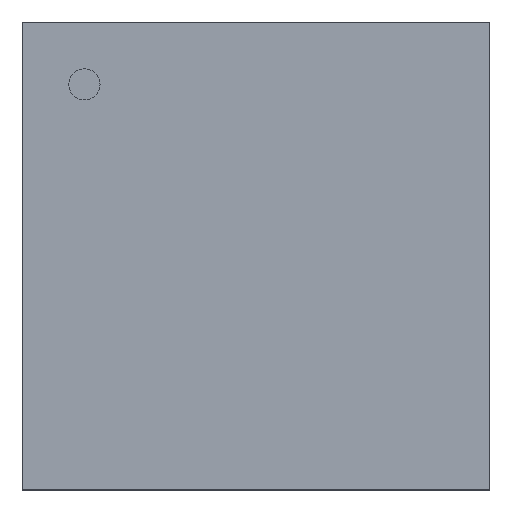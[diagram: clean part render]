
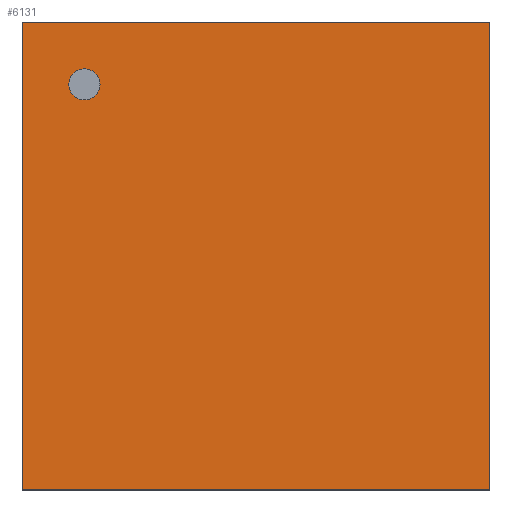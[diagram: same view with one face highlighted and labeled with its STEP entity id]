
A CAD part, top view. The second image highlights one B-rep face of the part: STEP entity #6131.
In plain terms, the highlighted planar face has unit normal (0, 0, 1).
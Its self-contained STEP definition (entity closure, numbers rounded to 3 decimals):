
#6131 = ADVANCED_FACE('',(#6132),#6146,.F.);
#6132 = FACE_BOUND('',#6133,.T.);
#6133 = EDGE_LOOP('',(#6134,#6169,#6197,#6225));
#6134 = ORIENTED_EDGE('',*,*,#6135,.F.);
#6135 = EDGE_CURVE('',#6136,#6138,#6140,.T.);
#6136 = VERTEX_POINT('',#6137);
#6137 = CARTESIAN_POINT('',(-7.5,7.515,1.198));
#6138 = VERTEX_POINT('',#6139);
#6139 = CARTESIAN_POINT('',(7.5,7.515,1.198));
#6140 = SURFACE_CURVE('',#6141,(#6145,#6157),.PCURVE_S1.);
#6141 = LINE('',#6142,#6143);
#6142 = CARTESIAN_POINT('',(7.5,7.515,1.198));
#6143 = VECTOR('',#6144,1.);
#6144 = DIRECTION('',(1.,0.,0.));
#6145 = PCURVE('',#6146,#6151);
#6146 = PLANE('',#6147);
#6147 = AXIS2_PLACEMENT_3D('',#6148,#6149,#6150);
#6148 = CARTESIAN_POINT('',(7.5,7.515,1.198));
#6149 = DIRECTION('',(0.,0.,-1.));
#6150 = DIRECTION('',(0.,1.,0.));
#6151 = DEFINITIONAL_REPRESENTATION('',(#6152),#6156);
#6152 = LINE('',#6153,#6154);
#6153 = CARTESIAN_POINT('',(0.,0.));
#6154 = VECTOR('',#6155,1.);
#6155 = DIRECTION('',(0.,1.));
#6156 = ( GEOMETRIC_REPRESENTATION_CONTEXT(2) 
PARAMETRIC_REPRESENTATION_CONTEXT() REPRESENTATION_CONTEXT('2D SPACE',''
  ) );
#6157 = PCURVE('',#6158,#6163);
#6158 = PLANE('',#6159);
#6159 = AXIS2_PLACEMENT_3D('',#6160,#6161,#6162);
#6160 = CARTESIAN_POINT('',(-7.5,7.515,1.198));
#6161 = DIRECTION('',(0.,-1.,0.));
#6162 = DIRECTION('',(1.,0.,0.));
#6163 = DEFINITIONAL_REPRESENTATION('',(#6164),#6168);
#6164 = LINE('',#6165,#6166);
#6165 = CARTESIAN_POINT('',(15.,0.));
#6166 = VECTOR('',#6167,1.);
#6167 = DIRECTION('',(1.,0.));
#6168 = ( GEOMETRIC_REPRESENTATION_CONTEXT(2) 
PARAMETRIC_REPRESENTATION_CONTEXT() REPRESENTATION_CONTEXT('2D SPACE',''
  ) );
#6169 = ORIENTED_EDGE('',*,*,#6170,.F.);
#6170 = EDGE_CURVE('',#6171,#6136,#6173,.T.);
#6171 = VERTEX_POINT('',#6172);
#6172 = CARTESIAN_POINT('',(-7.5,-7.485,1.198));
#6173 = SURFACE_CURVE('',#6174,(#6178,#6185),.PCURVE_S1.);
#6174 = LINE('',#6175,#6176);
#6175 = CARTESIAN_POINT('',(-7.5,7.515,1.198));
#6176 = VECTOR('',#6177,1.);
#6177 = DIRECTION('',(0.,1.,0.));
#6178 = PCURVE('',#6146,#6179);
#6179 = DEFINITIONAL_REPRESENTATION('',(#6180),#6184);
#6180 = LINE('',#6181,#6182);
#6181 = CARTESIAN_POINT('',(0.,-15.));
#6182 = VECTOR('',#6183,1.);
#6183 = DIRECTION('',(1.,0.));
#6184 = ( GEOMETRIC_REPRESENTATION_CONTEXT(2) 
PARAMETRIC_REPRESENTATION_CONTEXT() REPRESENTATION_CONTEXT('2D SPACE',''
  ) );
#6185 = PCURVE('',#6186,#6191);
#6186 = PLANE('',#6187);
#6187 = AXIS2_PLACEMENT_3D('',#6188,#6189,#6190);
#6188 = CARTESIAN_POINT('',(-7.5,-7.485,1.198));
#6189 = DIRECTION('',(1.,0.,0.));
#6190 = DIRECTION('',(0.,1.,0.));
#6191 = DEFINITIONAL_REPRESENTATION('',(#6192),#6196);
#6192 = LINE('',#6193,#6194);
#6193 = CARTESIAN_POINT('',(15.,0.));
#6194 = VECTOR('',#6195,1.);
#6195 = DIRECTION('',(1.,0.));
#6196 = ( GEOMETRIC_REPRESENTATION_CONTEXT(2) 
PARAMETRIC_REPRESENTATION_CONTEXT() REPRESENTATION_CONTEXT('2D SPACE',''
  ) );
#6197 = ORIENTED_EDGE('',*,*,#6198,.F.);
#6198 = EDGE_CURVE('',#6199,#6171,#6201,.T.);
#6199 = VERTEX_POINT('',#6200);
#6200 = CARTESIAN_POINT('',(7.5,-7.485,1.198));
#6201 = SURFACE_CURVE('',#6202,(#6206,#6213),.PCURVE_S1.);
#6202 = LINE('',#6203,#6204);
#6203 = CARTESIAN_POINT('',(7.5,-7.485,1.198));
#6204 = VECTOR('',#6205,1.);
#6205 = DIRECTION('',(-1.,0.,0.));
#6206 = PCURVE('',#6146,#6207);
#6207 = DEFINITIONAL_REPRESENTATION('',(#6208),#6212);
#6208 = LINE('',#6209,#6210);
#6209 = CARTESIAN_POINT('',(-15.,0.));
#6210 = VECTOR('',#6211,1.);
#6211 = DIRECTION('',(0.,-1.));
#6212 = ( GEOMETRIC_REPRESENTATION_CONTEXT(2) 
PARAMETRIC_REPRESENTATION_CONTEXT() REPRESENTATION_CONTEXT('2D SPACE',''
  ) );
#6213 = PCURVE('',#6214,#6219);
#6214 = PLANE('',#6215);
#6215 = AXIS2_PLACEMENT_3D('',#6216,#6217,#6218);
#6216 = CARTESIAN_POINT('',(-7.5,-7.485,1.198));
#6217 = DIRECTION('',(0.,1.,0.));
#6218 = DIRECTION('',(-1.,0.,0.));
#6219 = DEFINITIONAL_REPRESENTATION('',(#6220),#6224);
#6220 = LINE('',#6221,#6222);
#6221 = CARTESIAN_POINT('',(-15.,0.));
#6222 = VECTOR('',#6223,1.);
#6223 = DIRECTION('',(1.,0.));
#6224 = ( GEOMETRIC_REPRESENTATION_CONTEXT(2) 
PARAMETRIC_REPRESENTATION_CONTEXT() REPRESENTATION_CONTEXT('2D SPACE',''
  ) );
#6225 = ORIENTED_EDGE('',*,*,#6226,.F.);
#6226 = EDGE_CURVE('',#6138,#6199,#6227,.T.);
#6227 = SURFACE_CURVE('',#6228,(#6232,#6239),.PCURVE_S1.);
#6228 = LINE('',#6229,#6230);
#6229 = CARTESIAN_POINT('',(7.5,7.515,1.198));
#6230 = VECTOR('',#6231,1.);
#6231 = DIRECTION('',(0.,-1.,0.));
#6232 = PCURVE('',#6146,#6233);
#6233 = DEFINITIONAL_REPRESENTATION('',(#6234),#6238);
#6234 = LINE('',#6235,#6236);
#6235 = CARTESIAN_POINT('',(0.,0.));
#6236 = VECTOR('',#6237,1.);
#6237 = DIRECTION('',(-1.,0.));
#6238 = ( GEOMETRIC_REPRESENTATION_CONTEXT(2) 
PARAMETRIC_REPRESENTATION_CONTEXT() REPRESENTATION_CONTEXT('2D SPACE',''
  ) );
#6239 = PCURVE('',#6240,#6245);
#6240 = PLANE('',#6241);
#6241 = AXIS2_PLACEMENT_3D('',#6242,#6243,#6244);
#6242 = CARTESIAN_POINT('',(7.5,-7.485,1.198));
#6243 = DIRECTION('',(-1.,0.,0.));
#6244 = DIRECTION('',(0.,-1.,0.));
#6245 = DEFINITIONAL_REPRESENTATION('',(#6246),#6250);
#6246 = LINE('',#6247,#6248);
#6247 = CARTESIAN_POINT('',(-15.,0.));
#6248 = VECTOR('',#6249,1.);
#6249 = DIRECTION('',(1.,0.));
#6250 = ( GEOMETRIC_REPRESENTATION_CONTEXT(2) 
PARAMETRIC_REPRESENTATION_CONTEXT() REPRESENTATION_CONTEXT('2D SPACE',''
  ) );
